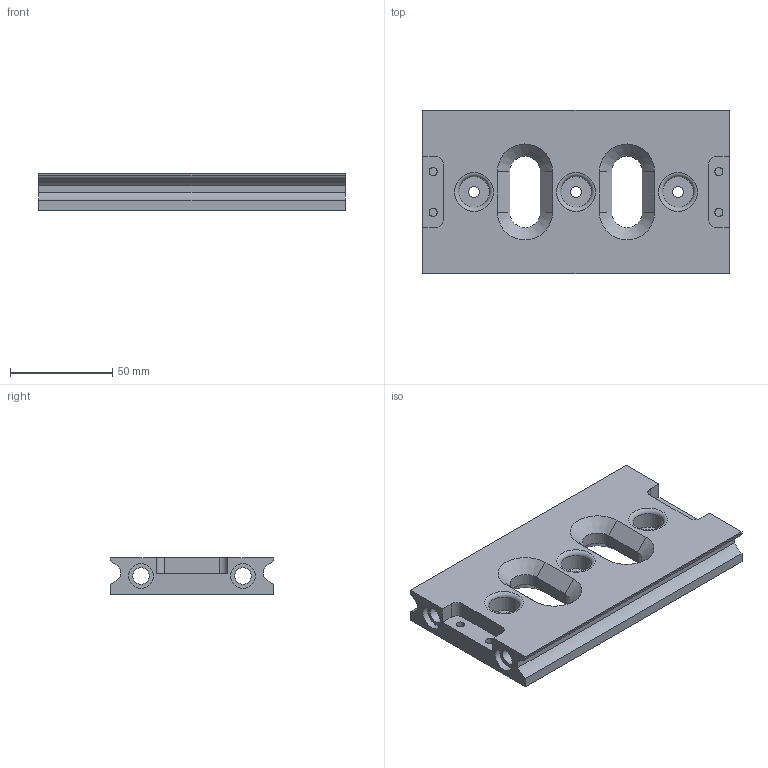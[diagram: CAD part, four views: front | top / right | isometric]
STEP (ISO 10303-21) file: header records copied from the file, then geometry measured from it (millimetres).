
FILE_DESCRIPTION(/* description */ (''),/* implementation_level */ '2;1');
FILE_NAME(/* name */ 'Rail-150MM.stp',/* time_stamp */ '2023-06-07T23:17:44+02:00',/* author */ ('hello'),/* organization */ (''),/* preprocessor_version */ 'ST-DEVELOPER v19.2',/* originating_system */ 'Autodesk Inventor 2023',/* authorisation */ '');
FILE_SCHEMA (('AUTOMOTIVE_DESIGN { 1 0 10303 214 3 1 1 }'));
Length unit declared in the file: millimetre
Products named in the file (1): Rail-150MM
Bounding box: 150 x 80 x 18 mm (x, y, z)
Volume: 151560.3 mm3; surface area: 43449.8 mm2
Topology: 1 solids, 1 shells, 82 faces, 191 edges, 122 vertices
Faces by surface type: plane 41, cylinder 30, cone 8, torus 3
Full cylindrical faces by diameter (mm): 4 x4, 5.5 x3, 8.05 x2, 12 x4, 15 x3
Entity records: 2415 total; most frequent: DIRECTION 434, CARTESIAN_POINT 396, ORIENTED_EDGE 382, EDGE_CURVE 191, AXIS2_PLACEMENT_3D 160, VERTEX_POINT 122, LINE 114, VECTOR 114
